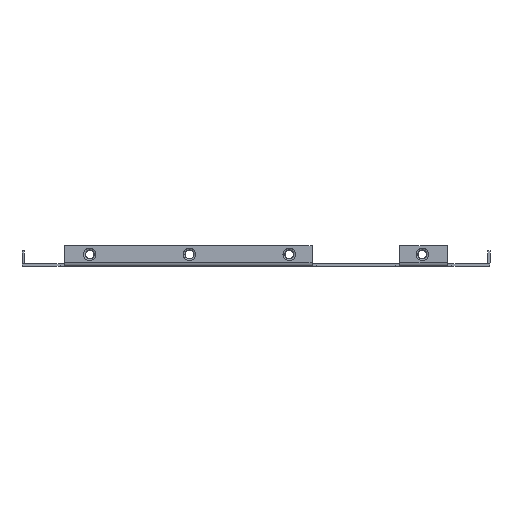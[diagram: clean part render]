
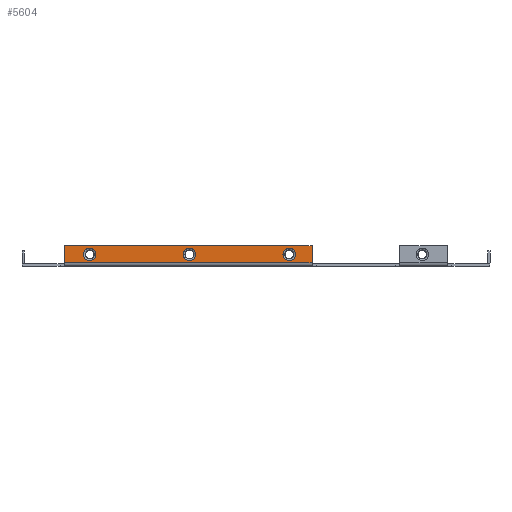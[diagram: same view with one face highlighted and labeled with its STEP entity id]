
A CAD part, left-side view. The second image highlights one B-rep face of the part: STEP entity #5604.
In plain terms, the highlighted planar face has unit normal (-1, 0, 0).
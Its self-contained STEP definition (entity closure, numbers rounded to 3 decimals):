
#31=LINE('',#9084,#235);
#32=LINE('',#9086,#236);
#33=LINE('',#9088,#237);
#34=LINE('',#9089,#238);
#235=VECTOR('',#7597,7.7);
#236=VECTOR('',#7598,111.6);
#237=VECTOR('',#7599,7.7);
#238=VECTOR('',#7600,111.6);
#429=PLANE('',#6278);
#708=FACE_BOUND('',#1798,.T.);
#709=FACE_BOUND('',#1799,.T.);
#710=FACE_BOUND('',#1800,.T.);
#1304=FACE_OUTER_BOUND('',#1797,.T.);
#1797=EDGE_LOOP('',(#4331,#4332,#4333,#4334));
#1798=EDGE_LOOP('',(#4335));
#1799=EDGE_LOOP('',(#4336));
#1800=EDGE_LOOP('',(#4337));
#2674=CIRCLE('',#6277,2.85);
#2675=CIRCLE('',#6279,2.85);
#2676=CIRCLE('',#6280,2.85);
#3122=VERTEX_POINT('',#9079);
#3123=VERTEX_POINT('',#9082);
#3124=VERTEX_POINT('',#9083);
#3125=VERTEX_POINT('',#9085);
#3126=VERTEX_POINT('',#9087);
#3127=VERTEX_POINT('',#9090);
#3128=VERTEX_POINT('',#9092);
#3682=EDGE_CURVE('',#3122,#3122,#2674,.T.);
#3683=EDGE_CURVE('',#3123,#3124,#31,.T.);
#3684=EDGE_CURVE('',#3124,#3125,#32,.T.);
#3685=EDGE_CURVE('',#3125,#3126,#33,.T.);
#3686=EDGE_CURVE('',#3123,#3126,#34,.T.);
#3687=EDGE_CURVE('',#3127,#3127,#2675,.T.);
#3688=EDGE_CURVE('',#3128,#3128,#2676,.T.);
#4331=ORIENTED_EDGE('',*,*,#3683,.T.);
#4332=ORIENTED_EDGE('',*,*,#3684,.T.);
#4333=ORIENTED_EDGE('',*,*,#3685,.T.);
#4334=ORIENTED_EDGE('',*,*,#3686,.F.);
#4335=ORIENTED_EDGE('',*,*,#3687,.F.);
#4336=ORIENTED_EDGE('',*,*,#3688,.F.);
#4337=ORIENTED_EDGE('',*,*,#3682,.F.);
#5604=ADVANCED_FACE('',(#1304,#708,#709,#710),#429,.T.);
#6277=AXIS2_PLACEMENT_3D('',#9080,#7593,#7594);
#6278=AXIS2_PLACEMENT_3D('',#9081,#7595,#7596);
#6279=AXIS2_PLACEMENT_3D('',#9091,#7601,#7602);
#6280=AXIS2_PLACEMENT_3D('',#9093,#7603,#7604);
#7593=DIRECTION('center_axis',(-1.,0.,0.));
#7594=DIRECTION('ref_axis',(0.,1.,0.));
#7595=DIRECTION('center_axis',(-1.,0.,0.));
#7596=DIRECTION('ref_axis',(0.,0.,1.));
#7597=DIRECTION('',(0.,0.,1.));
#7598=DIRECTION('',(0.,1.,0.));
#7599=DIRECTION('',(0.,0.,-1.));
#7600=DIRECTION('',(0.,1.,0.));
#7601=DIRECTION('center_axis',(-1.,0.,0.));
#7602=DIRECTION('ref_axis',(0.,1.,0.));
#7603=DIRECTION('center_axis',(-1.,0.,0.));
#7604=DIRECTION('ref_axis',(0.,1.,0.));
#9079=CARTESIAN_POINT('',(-162.335,-17.85,5.3));
#9080=CARTESIAN_POINT('Origin',(-162.335,-15.,5.3));
#9081=CARTESIAN_POINT('Origin',(-162.335,-86.35,9.2));
#9082=CARTESIAN_POINT('',(-162.335,-25.25,1.5));
#9083=CARTESIAN_POINT('',(-162.335,-25.25,9.2));
#9084=CARTESIAN_POINT('',(-162.335,-25.25,9.2));
#9085=CARTESIAN_POINT('',(-162.335,86.35,9.2));
#9086=CARTESIAN_POINT('',(-162.335,-86.35,9.2));
#9087=CARTESIAN_POINT('',(-162.335,86.35,1.5));
#9088=CARTESIAN_POINT('',(-162.335,86.35,9.2));
#9089=CARTESIAN_POINT('',(-162.335,86.35,1.5));
#9090=CARTESIAN_POINT('',(-162.335,27.15,5.3));
#9091=CARTESIAN_POINT('Origin',(-162.335,30.,5.3));
#9092=CARTESIAN_POINT('',(-162.335,72.15,5.3));
#9093=CARTESIAN_POINT('Origin',(-162.335,75.,5.3));
